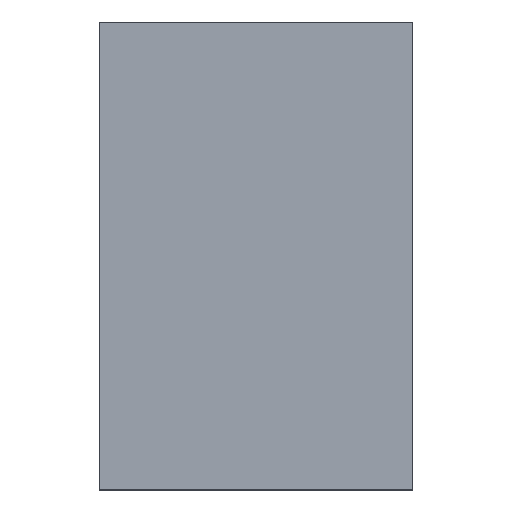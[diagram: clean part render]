
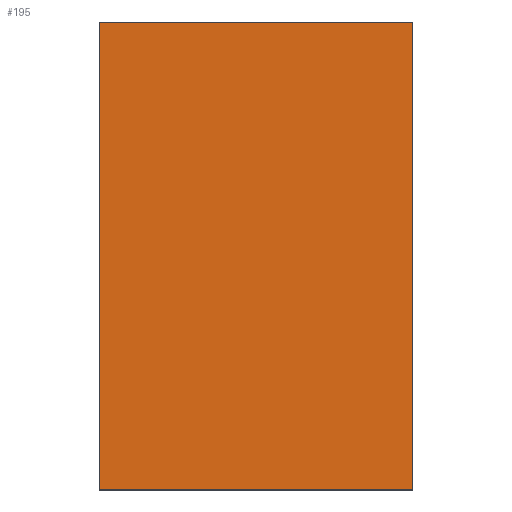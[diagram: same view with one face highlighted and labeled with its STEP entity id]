
A CAD part, top view. The second image highlights one B-rep face of the part: STEP entity #195.
In plain terms, the highlighted planar face has unit normal (0, 0, 1).
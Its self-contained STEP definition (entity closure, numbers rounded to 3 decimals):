
#1 = VECTOR ( 'NONE', #127, 1000. ) ;
#7 = CARTESIAN_POINT ( 'NONE',  ( 315., -470., 10. ) ) ;
#15 = VERTEX_POINT ( 'NONE', #32 ) ;
#16 = LINE ( 'NONE', #19, #102 ) ;
#19 = CARTESIAN_POINT ( 'NONE',  ( -315., -470., 10. ) ) ;
#29 = VECTOR ( 'NONE', #113, 1000. ) ;
#31 = ORIENTED_EDGE ( 'NONE', *, *, #126, .T. ) ;
#32 = CARTESIAN_POINT ( 'NONE',  ( -315., -470., 10. ) ) ;
#38 = DIRECTION ( 'NONE',  ( 0., 1., 0. ) ) ;
#43 = DIRECTION ( 'NONE',  ( 0., 0., -1. ) ) ;
#44 = ORIENTED_EDGE ( 'NONE', *, *, #142, .T. ) ;
#50 = CARTESIAN_POINT ( 'NONE',  ( -315., 470., 10. ) ) ;
#51 = ORIENTED_EDGE ( 'NONE', *, *, #130, .T. ) ;
#53 = PLANE ( 'NONE',  #170 ) ;
#58 = LINE ( 'NONE', #194, #90 ) ;
#59 = ORIENTED_EDGE ( 'NONE', *, *, #109, .T. ) ;
#65 = CARTESIAN_POINT ( 'NONE',  ( -315., -470., 10. ) ) ;
#78 = LINE ( 'NONE', #65, #1 ) ;
#90 = VECTOR ( 'NONE', #38, 1000. ) ;
#92 = VERTEX_POINT ( 'NONE', #173 ) ;
#95 = DIRECTION ( 'NONE',  ( 1., 0., 0. ) ) ;
#96 = LINE ( 'NONE', #50, #29 ) ;
#102 = VECTOR ( 'NONE', #95, 1000. ) ;
#107 = VERTEX_POINT ( 'NONE', #7 ) ;
#109 = EDGE_CURVE ( 'NONE', #92, #191, #96, .T. ) ;
#113 = DIRECTION ( 'NONE',  ( -1., 0., 0. ) ) ;
#119 = FACE_OUTER_BOUND ( 'NONE', #125, .T. ) ;
#125 = EDGE_LOOP ( 'NONE', ( #31, #59, #51, #44 ) ) ;
#126 = EDGE_CURVE ( 'NONE', #107, #92, #58, .T. ) ;
#127 = DIRECTION ( 'NONE',  ( 0., -1., 0. ) ) ;
#130 = EDGE_CURVE ( 'NONE', #191, #15, #78, .T. ) ;
#142 = EDGE_CURVE ( 'NONE', #15, #107, #16, .T. ) ;
#166 = CARTESIAN_POINT ( 'NONE',  ( -315., 470., 10. ) ) ;
#170 = AXIS2_PLACEMENT_3D ( 'NONE', #180, #43, #200 ) ;
#173 = CARTESIAN_POINT ( 'NONE',  ( 315., 470., 10. ) ) ;
#180 = CARTESIAN_POINT ( 'NONE',  ( 0., 0., 10. ) ) ;
#191 = VERTEX_POINT ( 'NONE', #166 ) ;
#194 = CARTESIAN_POINT ( 'NONE',  ( 315., -470., 10. ) ) ;
#195 = ADVANCED_FACE ( 'NONE', ( #119 ), #53, .F. ) ;
#200 = DIRECTION ( 'NONE',  ( -1., 0., 0. ) ) ;
